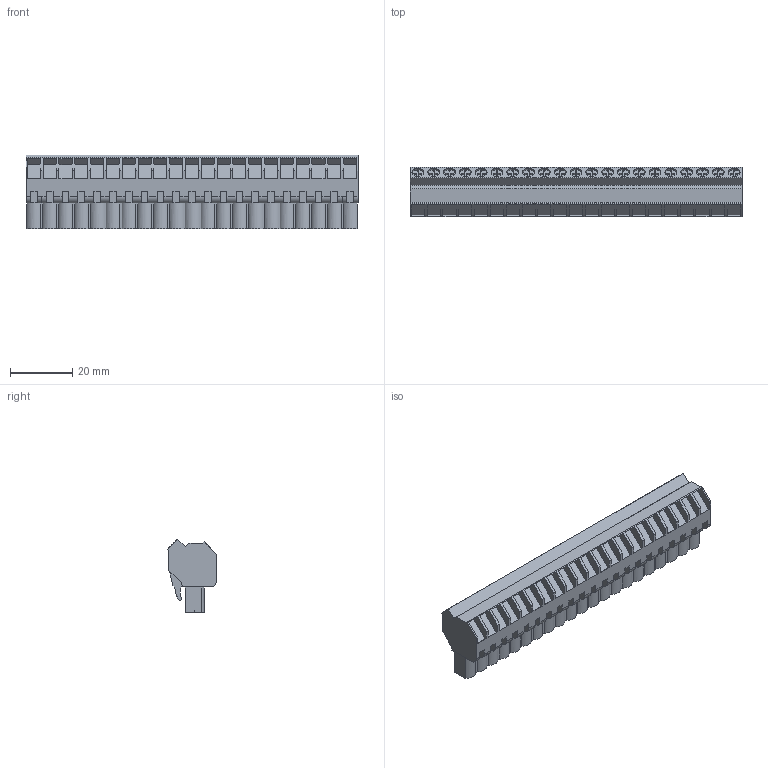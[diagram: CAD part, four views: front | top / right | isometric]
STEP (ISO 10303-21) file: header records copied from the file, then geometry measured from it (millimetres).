
FILE_DESCRIPTION(('CATIA V5 STEP Exchange','CAx-IF Rec.Pracs.--- Model Styling and Organization---1.2---2011-12-15'),'2;1');
FILE_NAME ('D1460073_0_1946440000_1946440000.stp','2017-09-23T15:16:03+00:00',('none'),('Weidmueller'),'CATIA Version 5-6 Release 2014','CATIA V5 STEP AP214','none');
FILE_SCHEMA(('AUTOMOTIVE_DESIGN { 1 0 10303 214 1 1 1 1 }'));
Length unit declared in the file: millimetre
Products named in the file (1): 1946440000
Bounding box: 106.68 x 15.88 x 23.77 mm (x, y, z)
Volume: 22858.4 mm3; surface area: 12105.6 mm2
Topology: 22 solids, 22 shells, 1098 faces, 3185 edges, 2174 vertices
Faces by surface type: plane 877, cylinder 217, extrusion 4
Entity records: 33397 total; most frequent: ORIENTED_EDGE 6370, CARTESIAN_POINT 6320, DIRECTION 4338, EDGE_CURVE 3185, VECTOR 2665, LINE 2661, VERTEX_POINT 2174, EDGE_LOOP 1141
